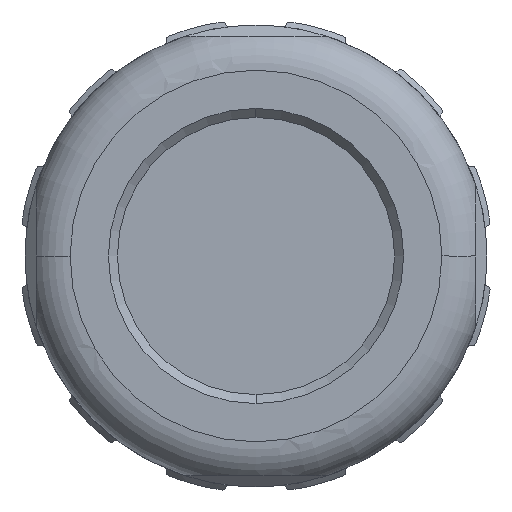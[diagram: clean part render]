
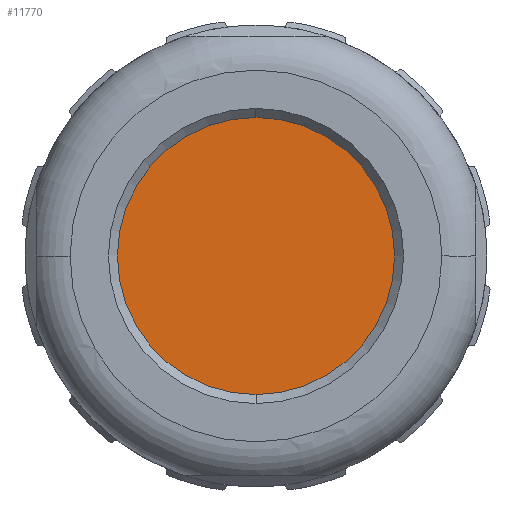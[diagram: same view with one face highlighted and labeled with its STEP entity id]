
A CAD part, front view. The second image highlights one B-rep face of the part: STEP entity #11770.
In plain terms, the highlighted planar face has unit normal (0, -1, 0).
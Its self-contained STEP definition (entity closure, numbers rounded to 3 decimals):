
#497=CARTESIAN_POINT('',(0.,-19.65,0.));
#498=DIRECTION('',(0.,1.,0.));
#499=DIRECTION('',(0.,0.,-1.));
#500=AXIS2_PLACEMENT_3D('',#497,#498,#499);
#502=CARTESIAN_POINT('',(0.,-19.65,0.));
#503=DIRECTION('',(0.,1.,0.));
#504=DIRECTION('',(0.,0.,1.));
#505=AXIS2_PLACEMENT_3D('',#502,#503,#504);
#9666=CARTESIAN_POINT('',(0.,-19.65,6.15));
#9667=CARTESIAN_POINT('',(0.,-19.65,-6.15));
#9668=VERTEX_POINT('',#9666);
#9669=VERTEX_POINT('',#9667);
#11760=CARTESIAN_POINT('',(0.,-19.65,0.));
#11761=DIRECTION('',(0.,-1.,0.));
#11762=DIRECTION('',(-1.,0.,0.));
#11763=AXIS2_PLACEMENT_3D('',#11760,#11761,#11762);
#11764=PLANE('',#11763);
#11766=ORIENTED_EDGE('',*,*,#11765,.T.);
#11767=ORIENTED_EDGE('',*,*,#11750,.T.);
#11768=EDGE_LOOP('',(#11766,#11767));
#11769=FACE_OUTER_BOUND('',#11768,.F.);
#11770=ADVANCED_FACE('',(#11769),#11764,.T.);
#501=CIRCLE('',#500,6.15);
#506=CIRCLE('',#505,6.15);
#11750=EDGE_CURVE('',#9668,#9669,#506,.T.);
#11765=EDGE_CURVE('',#9669,#9668,#501,.T.);
